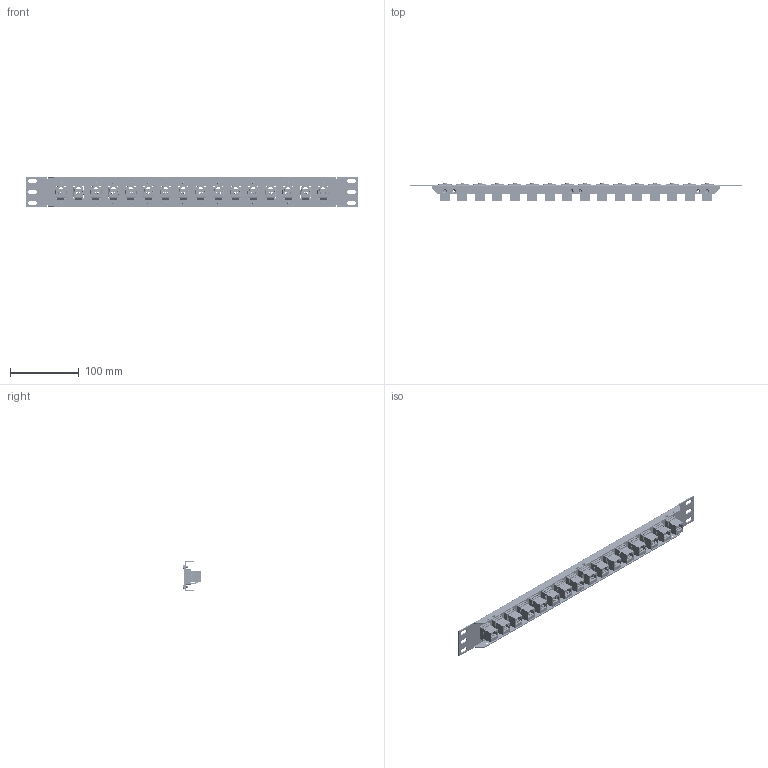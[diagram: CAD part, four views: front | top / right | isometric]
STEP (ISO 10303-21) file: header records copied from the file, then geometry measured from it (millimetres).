
FILE_DESCRIPTION (( 'STEP AP214' ), '1' );
FILE_NAME ('PR175F504B-SC6M.STEP', '2018-03-19T13:19:57', ( '' ), ( '' ), 'SwSTEP 2.0', 'SolidWorks 2017', '' );
FILE_SCHEMA (( 'AUTOMOTIVE_DESIGN' ));
Length unit declared in the file: inch
Products named in the file (14): TDG1026KS-Cx-MINI - FRONT HOUSING SHIELD_Cat 6; TDG1026KS-Cx-MINI - REAR HOUSING; TDG1026KS-Cx-MINI - FRONT HOUSING; 91772A106_91772A106; ECF-SK_with Global Connectivity logo; PR175F504B; PR175F504B-SC6M; TDG1026KS-Cx-MINI_Cat 6; TDG1026KS-Cx - PCB; TDG1026KS-Cx - PCB(UQ-2); TDG1026KS-Cx - PCB(UQ-1); TDG1026KS-Cx - PCB CONTACT MOUNT; TDG1026KS-Cx-MINI - REAR HOUSING SHIELD_Cat 6
Assembly tree (88 placements, depth 4):
  PR175F504B-SC6M
    PR175F504B
    ECF-SK_with Global Connectivity logo  x16
    91772A106_91772A106  x32
    TDG1026KS-Cx-MINI_Cat 6  x16
      TDG1026KS-Cx-MINI - FRONT HOUSING
      TDG1026KS-Cx-MINI - REAR HOUSING
      TDG1026KS-Cx-MINI - FRONT HOUSING SHIELD_Cat 6
      TDG1026KS-Cx-MINI - REAR HOUSING SHIELD_Cat 6
      TDG1026KS-Cx - PCB
        TDG1026KS-Cx - PCB
        TDG1026KS-Cx - PCB CONTACT MOUNT
        TDG1026KS-Cx - PCB(UQ-1)  x5
        TDG1026KS-Cx - PCB(UQ-2)  x11
Bounding box: 482.6 x 26.99 x 43.94 mm (x, y, z)
Volume: 106027.4 mm3; surface area: 245700.5 mm2
Topology: 401 solids, 401 shells, 26240 faces, 69285 edges, 43906 vertices
Faces by surface type: plane 17166, cylinder 5536, bspline 3078, sphere 224, cone 172, torus 64
Full cylindrical faces by diameter (mm): 0.46 x848, 2.261 x32, 3.175 x32, 5.563 x32
Entity records: 80057 total; most frequent: CARTESIAN_POINT 27557, ORIENTED_EDGE 10932, DIRECTION 8977, EDGE_CURVE 5466, VECTOR 4069, LINE 4069, VERTEX_POINT 3550, AXIS2_PLACEMENT_3D 2454
